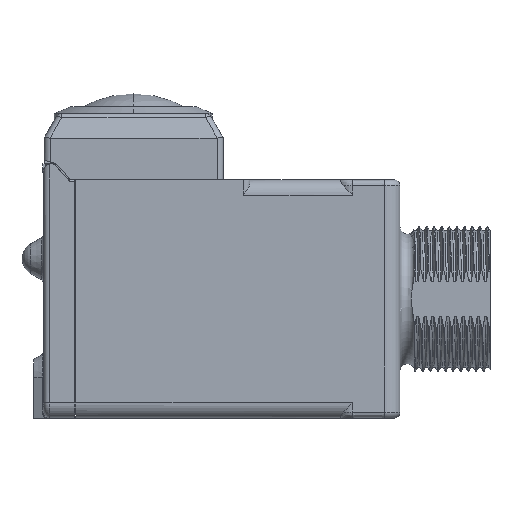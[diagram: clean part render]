
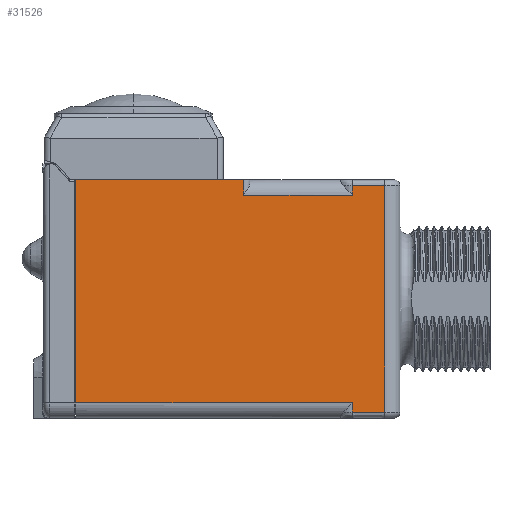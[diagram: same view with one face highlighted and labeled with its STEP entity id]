
A CAD part, left-side view. The second image highlights one B-rep face of the part: STEP entity #31526.
In plain terms, the highlighted planar face has unit normal (-1, 0, 0).
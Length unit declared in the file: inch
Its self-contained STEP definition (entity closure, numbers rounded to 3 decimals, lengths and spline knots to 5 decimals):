
#7403=DIRECTION('',(0.,1.,0.));
#7404=VECTOR('',#7403,1.37165);
#7405=CARTESIAN_POINT('',(-0.875,1.2752,0.97343));
#7406=LINE('',#7405,#7404);
#7465=DIRECTION('',(0.,0.,1.));
#7466=VECTOR('',#7465,1.82165);
#7467=CARTESIAN_POINT('',(-0.875,2.64685,-0.84823));
#7468=LINE('',#7467,#7466);
#7469=DIRECTION('',(0.,0.,1.));
#7470=VECTOR('',#7469,0.1252);
#7471=CARTESIAN_POINT('',(-0.875,1.2752,0.84823));
#7472=LINE('',#7471,#7470);
#7473=DIRECTION('',(0.,0.,-1.));
#7474=VECTOR('',#7473,0.0752);
#7475=CARTESIAN_POINT('',(-0.875,0.39016,
0.92343));
#7476=LINE('',#7475,#7474);
#7477=CARTESIAN_POINT('',(-0.875,0.39016,
0.92343));
#7478=CARTESIAN_POINT('',(-0.875,0.37849,
0.92336));
#7479=CARTESIAN_POINT('',(-0.875,0.35416,
0.92348));
#7480=CARTESIAN_POINT('',(-0.875,0.31463,
0.92341));
#7481=CARTESIAN_POINT('',(-0.875,0.27215,
0.92343));
#7482=CARTESIAN_POINT('',(-0.875,0.22661,
0.92342));
#7483=CARTESIAN_POINT('',(-0.875,0.17791,
0.92343));
#7484=CARTESIAN_POINT('',(-0.875,0.14314,0.92343));
#7485=CARTESIAN_POINT('',(-0.875,0.1252,0.92343));
#7487=DIRECTION('',(0.,0.,-1.));
#7488=VECTOR('',#7487,1.84685);
#7489=CARTESIAN_POINT('',(-0.875,0.1252,0.92343));
#7490=LINE('',#7489,#7488);
#7491=CARTESIAN_POINT('',(-0.875,0.1252,-0.92343));
#7492=CARTESIAN_POINT('',(-0.875,0.143,-0.92343));
#7493=CARTESIAN_POINT('',(-0.875,0.17754,
-0.92343));
#7494=CARTESIAN_POINT('',(-0.875,0.22605,
-0.92342));
#7495=CARTESIAN_POINT('',(-0.875,0.27155,
-0.92343));
#7496=CARTESIAN_POINT('',(-0.875,0.31414,
-0.9234));
#7497=CARTESIAN_POINT('',(-0.875,0.3539,
-0.92349));
#7498=CARTESIAN_POINT('',(-0.875,0.3784,
-0.92333));
#7499=CARTESIAN_POINT('',(-0.875,0.39016,
-0.92343));
#7501=DIRECTION('',(0.,0.,-1.));
#7502=VECTOR('',#7501,0.0752);
#7503=CARTESIAN_POINT('',(-0.875,0.39016,-0.84823));
#7504=LINE('',#7503,#7502);
#7530=DIRECTION('',(0.,1.,0.));
#7531=VECTOR('',#7530,0.88504);
#7532=CARTESIAN_POINT('',(-0.875,0.39016,0.84823));
#7533=LINE('',#7532,#7531);
#7928=DIRECTION('',(0.,-1.,0.));
#7929=VECTOR('',#7928,2.25669);
#7930=CARTESIAN_POINT('',(-0.875,2.64685,-0.84823));
#7931=LINE('',#7930,#7929);
#7946=CARTESIAN_POINT('',(-0.875,0.39016,-0.84823));
#20591=CARTESIAN_POINT('',(-0.875,2.64685,-0.84823));
#20592=CARTESIAN_POINT('',(-0.875,2.64685,0.97343));
#20593=VERTEX_POINT('',#20591);
#20594=VERTEX_POINT('',#20592);
#20691=CARTESIAN_POINT('',(-0.875,0.1252,0.92343));
#20692=VERTEX_POINT('',#20691);
#20694=VERTEX_POINT('',#7477);
#20697=VERTEX_POINT('',#7491);
#20698=VERTEX_POINT('',#7499);
#20717=CARTESIAN_POINT('',(-0.875,0.39016,0.84823));
#20718=VERTEX_POINT('',#20717);
#20724=VERTEX_POINT('',#7946);
#20783=CARTESIAN_POINT('',(-0.875,1.2752,0.97343));
#20785=VERTEX_POINT('',#20783);
#20789=CARTESIAN_POINT('',(-0.875,1.2752,0.84823));
#20790=VERTEX_POINT('',#20789);
#31501=CARTESIAN_POINT('',(-0.875,0.,-0.97343));
#31502=DIRECTION('',(-1.,0.,0.));
#31503=DIRECTION('',(0.,0.,1.));
#31504=AXIS2_PLACEMENT_3D('',#31501,#31502,#31503);
#31505=PLANE('',#31504);
#31506=ORIENTED_EDGE('',*,*,#31477,.T.);
#31507=ORIENTED_EDGE('',*,*,#31447,.F.);
#31509=ORIENTED_EDGE('',*,*,#31508,.F.);
#31511=ORIENTED_EDGE('',*,*,#31510,.F.);
#31513=ORIENTED_EDGE('',*,*,#31512,.F.);
#31515=ORIENTED_EDGE('',*,*,#31514,.T.);
#31517=ORIENTED_EDGE('',*,*,#31516,.T.);
#31519=ORIENTED_EDGE('',*,*,#31518,.T.);
#31521=ORIENTED_EDGE('',*,*,#31520,.F.);
#31523=ORIENTED_EDGE('',*,*,#31522,.F.);
#31524=EDGE_LOOP('',(#31506,#31507,#31509,#31511,#31513,#31515,#31517,#31519,
#31521,#31523));
#31525=FACE_OUTER_BOUND('',#31524,.F.);
#31526=ADVANCED_FACE('',(#31525),#31505,.T.);
#7486=B_SPLINE_CURVE_WITH_KNOTS('',3,(#7477,#7478,#7479,#7480,#7481,#7482,#7483,
#7484,#7485),.UNSPECIFIED.,.F.,.F.,(4,1,1,1,1,1,4),(0.,0.16667,
0.33333,0.5,0.66667,0.83333,1.),
.UNSPECIFIED.);
#7500=B_SPLINE_CURVE_WITH_KNOTS('',3,(#7491,#7492,#7493,#7494,#7495,#7496,#7497,
#7498,#7499),.UNSPECIFIED.,.F.,.F.,(4,1,1,1,1,1,4),(0.,0.16667,
0.33333,0.5,0.66667,0.83333,1.),
.UNSPECIFIED.);
#31447=EDGE_CURVE('',#20785,#20594,#7406,.T.);
#31477=EDGE_CURVE('',#20593,#20594,#7468,.T.);
#31508=EDGE_CURVE('',#20790,#20785,#7472,.T.);
#31510=EDGE_CURVE('',#20718,#20790,#7533,.T.);
#31512=EDGE_CURVE('',#20694,#20718,#7476,.T.);
#31514=EDGE_CURVE('',#20694,#20692,#7486,.T.);
#31516=EDGE_CURVE('',#20692,#20697,#7490,.T.);
#31518=EDGE_CURVE('',#20697,#20698,#7500,.T.);
#31520=EDGE_CURVE('',#20724,#20698,#7504,.T.);
#31522=EDGE_CURVE('',#20593,#20724,#7931,.T.);
